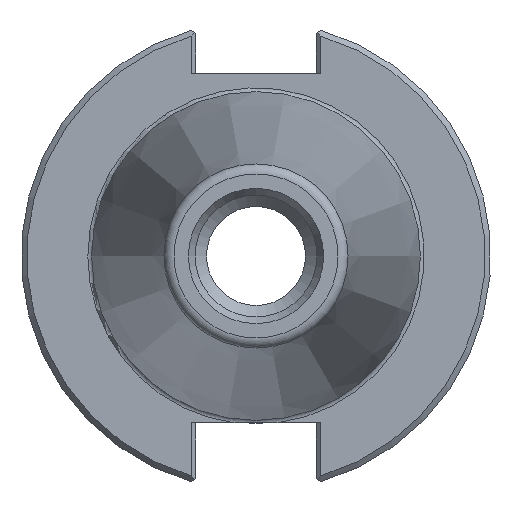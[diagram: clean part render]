
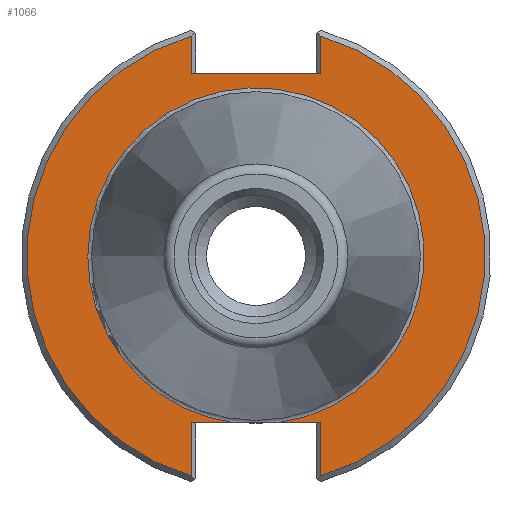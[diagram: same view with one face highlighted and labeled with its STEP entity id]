
A CAD part, left-side view. The second image highlights one B-rep face of the part: STEP entity #1066.
In plain terms, the highlighted planar face has unit normal (-1, 0, 0).
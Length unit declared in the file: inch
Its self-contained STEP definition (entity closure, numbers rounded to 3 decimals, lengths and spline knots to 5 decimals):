
#596=CARTESIAN_POINT('',(0.125,0.345,0.972));
#597=VERTEX_POINT('',#596);
#604=CARTESIAN_POINT('',(0.125,-0.345,0.972));
#605=VERTEX_POINT('',#604);
#606=CARTESIAN_POINT('',(0.125,0.345,0.972));
#607=DIRECTION('',(0.0,-1.0,0.0));
#608=VECTOR('',#607,0.69);
#609=LINE('',#606,#608);
#610=EDGE_CURVE('',#597,#605,#609,.T.);
#956=CARTESIAN_POINT('',(0.125,-0.11172,-0.888));
#957=VERTEX_POINT('',#956);
#958=CARTESIAN_POINT('',(0.125,0.11172,-0.888));
#959=VERTEX_POINT('',#958);
#974=CARTESIAN_POINT('',(0.125,0.0,0.0));
#975=DIRECTION('',(-1.0,0.0,0.0));
#976=DIRECTION('',(0.0,-1.0,0.0));
#977=AXIS2_PLACEMENT_3D('',#974,#975,#976);
#978=CIRCLE('',#977,0.895);
#979=EDGE_CURVE('',#957,#959,#978,.T.);
#995=CARTESIAN_POINT('',(0.125,1.0625,0.0));
#996=DIRECTION('',(-1.0,0.0,0.0));
#997=DIRECTION('',(0.0,0.0,1.0));
#998=AXIS2_PLACEMENT_3D('',#995,#996,#997);
#999=PLANE('',#998);
#1000=ORIENTED_EDGE('',*,*,#979,.F.);
#1001=CARTESIAN_POINT('',(0.125,-0.345,-0.888));
#1002=VERTEX_POINT('',#1001);
#1003=CARTESIAN_POINT('',(0.125,-0.345,-0.888));
#1004=DIRECTION('',(0.0,1.0,0.0));
#1005=VECTOR('',#1004,0.23328);
#1006=LINE('',#1003,#1005);
#1007=EDGE_CURVE('',#1002,#957,#1006,.T.);
#1008=ORIENTED_EDGE('',*,*,#1007,.F.);
#1009=CARTESIAN_POINT('',(0.125,-0.345,-1.1702));
#1010=VERTEX_POINT('',#1009);
#1011=CARTESIAN_POINT('',(0.125,-0.345,-1.1702));
#1012=DIRECTION('',(0.0,0.0,1.0));
#1013=VECTOR('',#1012,0.2822);
#1014=LINE('',#1011,#1013);
#1015=EDGE_CURVE('',#1010,#1002,#1014,.T.);
#1016=ORIENTED_EDGE('',*,*,#1015,.F.);
#1017=CARTESIAN_POINT('',(0.125,-0.345,1.1702));
#1018=VERTEX_POINT('',#1017);
#1019=CARTESIAN_POINT('',(0.125,0.0,0.0));
#1020=DIRECTION('',(1.0,0.0,0.0));
#1021=DIRECTION('',(0.0,-1.0,0.0));
#1022=AXIS2_PLACEMENT_3D('',#1019,#1020,#1021);
#1023=CIRCLE('',#1022,1.22);
#1024=EDGE_CURVE('',#1018,#1010,#1023,.T.);
#1025=ORIENTED_EDGE('',*,*,#1024,.F.);
#1026=CARTESIAN_POINT('',(0.125,-0.345,0.972));
#1027=DIRECTION('',(0.0,0.0,1.0));
#1028=VECTOR('',#1027,0.1982);
#1029=LINE('',#1026,#1028);
#1030=EDGE_CURVE('',#605,#1018,#1029,.T.);
#1031=ORIENTED_EDGE('',*,*,#1030,.F.);
#1032=ORIENTED_EDGE('',*,*,#610,.F.);
#1033=CARTESIAN_POINT('',(0.125,0.345,1.1702));
#1034=VERTEX_POINT('',#1033);
#1035=CARTESIAN_POINT('',(0.125,0.345,1.1702));
#1036=DIRECTION('',(0.0,0.0,-1.0));
#1037=VECTOR('',#1036,0.1982);
#1038=LINE('',#1035,#1037);
#1039=EDGE_CURVE('',#1034,#597,#1038,.T.);
#1040=ORIENTED_EDGE('',*,*,#1039,.F.);
#1041=CARTESIAN_POINT('',(0.125,0.345,-1.1702));
#1042=VERTEX_POINT('',#1041);
#1043=CARTESIAN_POINT('',(0.125,0.0,0.0));
#1044=DIRECTION('',(1.0,0.0,0.0));
#1045=DIRECTION('',(0.0,1.0,0.0));
#1046=AXIS2_PLACEMENT_3D('',#1043,#1044,#1045);
#1047=CIRCLE('',#1046,1.22);
#1048=EDGE_CURVE('',#1042,#1034,#1047,.T.);
#1049=ORIENTED_EDGE('',*,*,#1048,.F.);
#1050=CARTESIAN_POINT('',(0.125,0.345,-0.888));
#1051=VERTEX_POINT('',#1050);
#1052=CARTESIAN_POINT('',(0.125,0.345,-0.888));
#1053=DIRECTION('',(0.0,0.0,-1.0));
#1054=VECTOR('',#1053,0.2822);
#1055=LINE('',#1052,#1054);
#1056=EDGE_CURVE('',#1051,#1042,#1055,.T.);
#1057=ORIENTED_EDGE('',*,*,#1056,.F.);
#1058=CARTESIAN_POINT('',(0.125,0.11172,-0.888));
#1059=DIRECTION('',(0.0,1.0,0.0));
#1060=VECTOR('',#1059,0.23328);
#1061=LINE('',#1058,#1060);
#1062=EDGE_CURVE('',#959,#1051,#1061,.T.);
#1063=ORIENTED_EDGE('',*,*,#1062,.F.);
#1064=EDGE_LOOP('',(#1000,#1008,#1016,#1025,#1031,#1032,#1040,#1049,#1057,#1063));
#1065=FACE_OUTER_BOUND('',#1064,.T.);
#1066=ADVANCED_FACE('',(#1065),#999,.T.);
